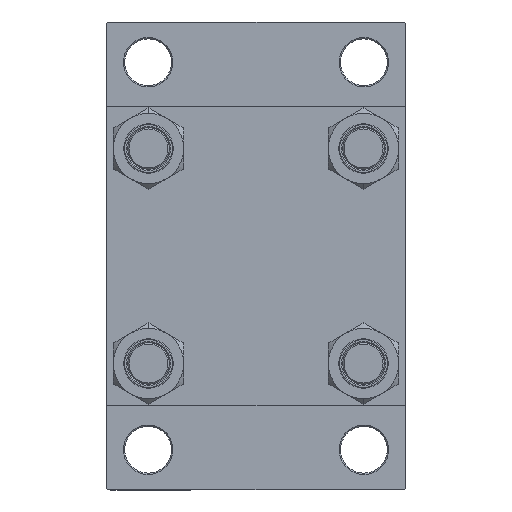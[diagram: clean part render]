
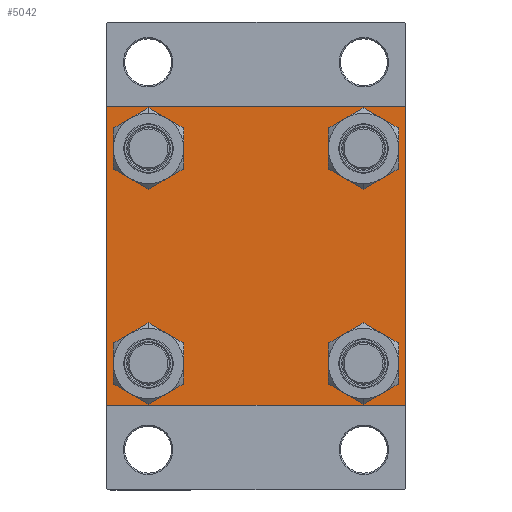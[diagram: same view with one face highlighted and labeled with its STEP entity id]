
A CAD part, left-side view. The second image highlights one B-rep face of the part: STEP entity #5042.
In plain terms, the highlighted planar face has unit normal (-1, 0, 0).
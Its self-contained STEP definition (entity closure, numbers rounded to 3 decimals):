
#135 = CARTESIAN_POINT ( 'NONE',  ( 0., -57.25, 57.25 ) ) ;
#424 = DIRECTION ( 'NONE',  ( 1., 0., 0. ) ) ;
#490 = EDGE_LOOP ( 'NONE', ( #37405, #5395 ) ) ;
#610 = ORIENTED_EDGE ( 'NONE', *, *, #37054, .F. ) ;
#1235 = CARTESIAN_POINT ( 'NONE',  ( 0., -57.5, -57. ) ) ;
#1285 = ORIENTED_EDGE ( 'NONE', *, *, #6608, .F. ) ;
#1286 = AXIS2_PLACEMENT_3D ( 'NONE', #28181, #33660, #44606 ) ;
#1903 = DIRECTION ( 'NONE',  ( 1., 0., 0. ) ) ;
#2118 = DIRECTION ( 'NONE',  ( 0., 0., 1. ) ) ;
#2135 = DIRECTION ( 'NONE',  ( 0., 0., 1. ) ) ;
#2816 = CARTESIAN_POINT ( 'NONE',  ( 0., 57.25, -57.25 ) ) ;
#3278 = CARTESIAN_POINT ( 'NONE',  ( 0., 57.5, -57. ) ) ;
#3688 = CARTESIAN_POINT ( 'NONE',  ( 0., -41.35, 32.85 ) ) ;
#4281 = ORIENTED_EDGE ( 'NONE', *, *, #8465, .T. ) ;
#4742 = FACE_BOUND ( 'NONE', #7328, .T. ) ;
#4996 = CIRCLE ( 'NONE', #34566, 8.5 ) ;
#5042 = ADVANCED_FACE ( 'NONE', ( #23517, #15975, #4742, #38370, #19621 ), #15493, .T. ) ;
#5290 = EDGE_CURVE ( 'NONE', #14851, #5299, #8541, .T. ) ;
#5299 = VERTEX_POINT ( 'NONE', #1235 ) ;
#5395 = ORIENTED_EDGE ( 'NONE', *, *, #37273, .T. ) ;
#5553 = DIRECTION ( 'NONE',  ( 0., 0., 1. ) ) ;
#5907 = VECTOR ( 'NONE', #24104, 1000. ) ;
#6007 = DIRECTION ( 'NONE',  ( 1., 0., 0. ) ) ;
#6031 = DIRECTION ( 'NONE',  ( 1., 0., 0. ) ) ;
#6602 = VERTEX_POINT ( 'NONE', #46759 ) ;
#6608 = EDGE_CURVE ( 'NONE', #44397, #5299, #13663, .T. ) ;
#7328 = EDGE_LOOP ( 'NONE', ( #33450, #17578 ) ) ;
#8465 = EDGE_CURVE ( 'NONE', #44415, #14851, #14925, .T. ) ;
#8541 = LINE ( 'NONE', #23405, #30447 ) ;
#8750 = LINE ( 'NONE', #46230, #5907 ) ;
#9558 = VECTOR ( 'NONE', #44848, 1000. ) ;
#9580 = CIRCLE ( 'NONE', #43021, 8.5 ) ;
#9946 = DIRECTION ( 'NONE',  ( 0., 0., 1. ) ) ;
#10039 = ORIENTED_EDGE ( 'NONE', *, *, #22050, .T. ) ;
#10232 = DIRECTION ( 'NONE',  ( 0., 0., 1. ) ) ;
#10651 = VERTEX_POINT ( 'NONE', #40468 ) ;
#10671 = VECTOR ( 'NONE', #25979, 1000. ) ;
#11152 = CARTESIAN_POINT ( 'NONE',  ( 0., -41.35, -41.35 ) ) ;
#11179 = CIRCLE ( 'NONE', #20497, 8.5 ) ;
#11709 = VERTEX_POINT ( 'NONE', #43339 ) ;
#11719 = EDGE_CURVE ( 'NONE', #30691, #24197, #25253, .T. ) ;
#12173 = EDGE_LOOP ( 'NONE', ( #14491, #33028, #4281, #42369, #1285, #27579, #610, #10039 ) ) ;
#13417 = CARTESIAN_POINT ( 'NONE',  ( 0., -57.5, 57.5 ) ) ;
#13663 = LINE ( 'NONE', #13417, #36713 ) ;
#13869 = DIRECTION ( 'NONE',  ( 0., 0., 1. ) ) ;
#14044 = EDGE_CURVE ( 'NONE', #44397, #6602, #14522, .T. ) ;
#14062 = CARTESIAN_POINT ( 'NONE',  ( 0., -41.35, 41.35 ) ) ;
#14491 = ORIENTED_EDGE ( 'NONE', *, *, #36892, .T. ) ;
#14522 = LINE ( 'NONE', #135, #40722 ) ;
#14851 = VERTEX_POINT ( 'NONE', #34760 ) ;
#14925 = LINE ( 'NONE', #37568, #9558 ) ;
#15493 = PLANE ( 'NONE',  #45156 ) ;
#15907 = AXIS2_PLACEMENT_3D ( 'NONE', #47465, #42860, #10232 ) ;
#15975 = FACE_BOUND ( 'NONE', #38526, .T. ) ;
#16276 = DIRECTION ( 'NONE',  ( 1., 0., 0. ) ) ;
#17578 = ORIENTED_EDGE ( 'NONE', *, *, #29520, .T. ) ;
#18466 = DIRECTION ( 'NONE',  ( 0., -1., 0. ) ) ;
#18552 = CARTESIAN_POINT ( 'NONE',  ( 0., -57.5, 57. ) ) ;
#18879 = CARTESIAN_POINT ( 'NONE',  ( 0., 41.35, 32.85 ) ) ;
#19144 = CARTESIAN_POINT ( 'NONE',  ( 0., 0., 0. ) ) ;
#19177 = LINE ( 'NONE', #44490, #33148 ) ;
#19621 = FACE_OUTER_BOUND ( 'NONE', #12173, .T. ) ;
#20497 = AXIS2_PLACEMENT_3D ( 'NONE', #45446, #424, #30856 ) ;
#20646 = VERTEX_POINT ( 'NONE', #40556 ) ;
#21149 = CARTESIAN_POINT ( 'NONE',  ( 0., 41.35, -41.35 ) ) ;
#21724 = VERTEX_POINT ( 'NONE', #21915 ) ;
#21915 = CARTESIAN_POINT ( 'NONE',  ( 0., 41.35, 49.85 ) ) ;
#22050 = EDGE_CURVE ( 'NONE', #11709, #10651, #45168, .T. ) ;
#22314 = CARTESIAN_POINT ( 'NONE',  ( 0., 57.25, 57.25 ) ) ;
#23174 = CARTESIAN_POINT ( 'NONE',  ( 0., 57., -57.5 ) ) ;
#23405 = CARTESIAN_POINT ( 'NONE',  ( 0., -57.25, -57.25 ) ) ;
#23517 = FACE_BOUND ( 'NONE', #490, .T. ) ;
#23851 = VERTEX_POINT ( 'NONE', #31523 ) ;
#23905 = CIRCLE ( 'NONE', #25444, 8.5 ) ;
#24104 = DIRECTION ( 'NONE',  ( 0., 0., -1. ) ) ;
#24197 = VERTEX_POINT ( 'NONE', #40692 ) ;
#25253 = CIRCLE ( 'NONE', #15907, 8.5 ) ;
#25383 = EDGE_CURVE ( 'NONE', #30536, #35727, #30995, .T. ) ;
#25444 = AXIS2_PLACEMENT_3D ( 'NONE', #11152, #44036, #13869 ) ;
#25920 = AXIS2_PLACEMENT_3D ( 'NONE', #21149, #1903, #9946 ) ;
#25979 = DIRECTION ( 'NONE',  ( 0., 0.707, -0.707 ) ) ;
#26978 = VERTEX_POINT ( 'NONE', #18879 ) ;
#27579 = ORIENTED_EDGE ( 'NONE', *, *, #14044, .T. ) ;
#28181 = CARTESIAN_POINT ( 'NONE',  ( 0., -41.35, 41.35 ) ) ;
#29142 = LINE ( 'NONE', #2816, #44218 ) ;
#29488 = EDGE_CURVE ( 'NONE', #20646, #23851, #36811, .T. ) ;
#29520 = EDGE_CURVE ( 'NONE', #23851, #20646, #9580, .T. ) ;
#29837 = DIRECTION ( 'NONE',  ( 0., 0.707, 0.707 ) ) ;
#30335 = EDGE_LOOP ( 'NONE', ( #34823, #37524 ) ) ;
#30447 = VECTOR ( 'NONE', #38254, 1000. ) ;
#30536 = VERTEX_POINT ( 'NONE', #38390 ) ;
#30691 = VERTEX_POINT ( 'NONE', #44194 ) ;
#30823 = DIRECTION ( 'NONE',  ( -1., 0., 0. ) ) ;
#30856 = DIRECTION ( 'NONE',  ( 0., 0., 1. ) ) ;
#30995 = CIRCLE ( 'NONE', #34084, 8.5 ) ;
#31192 = EDGE_CURVE ( 'NONE', #21724, #26978, #11179, .T. ) ;
#31376 = CARTESIAN_POINT ( 'NONE',  ( 0., 41.35, -41.35 ) ) ;
#31523 = CARTESIAN_POINT ( 'NONE',  ( 0., 41.35, -49.85 ) ) ;
#32748 = EDGE_CURVE ( 'NONE', #26978, #21724, #4996, .T. ) ;
#33028 = ORIENTED_EDGE ( 'NONE', *, *, #46226, .T. ) ;
#33099 = ORIENTED_EDGE ( 'NONE', *, *, #11719, .T. ) ;
#33148 = VECTOR ( 'NONE', #18466, 1000. ) ;
#33450 = ORIENTED_EDGE ( 'NONE', *, *, #29488, .T. ) ;
#33660 = DIRECTION ( 'NONE',  ( 1., 0., 0. ) ) ;
#34084 = AXIS2_PLACEMENT_3D ( 'NONE', #14062, #6007, #2118 ) ;
#34468 = DIRECTION ( 'NONE',  ( 0., 0., 1. ) ) ;
#34566 = AXIS2_PLACEMENT_3D ( 'NONE', #34784, #16276, #2135 ) ;
#34760 = CARTESIAN_POINT ( 'NONE',  ( 0., -57., -57.5 ) ) ;
#34784 = CARTESIAN_POINT ( 'NONE',  ( 0., 41.35, 41.35 ) ) ;
#34823 = ORIENTED_EDGE ( 'NONE', *, *, #31192, .T. ) ;
#35727 = VERTEX_POINT ( 'NONE', #3688 ) ;
#36713 = VECTOR ( 'NONE', #46278, 1000. ) ;
#36811 = CIRCLE ( 'NONE', #25920, 8.5 ) ;
#36892 = EDGE_CURVE ( 'NONE', #10651, #38071, #8750, .T. ) ;
#37054 = EDGE_CURVE ( 'NONE', #11709, #6602, #19177, .T. ) ;
#37273 = EDGE_CURVE ( 'NONE', #35727, #30536, #42495, .T. ) ;
#37405 = ORIENTED_EDGE ( 'NONE', *, *, #25383, .T. ) ;
#37524 = ORIENTED_EDGE ( 'NONE', *, *, #32748, .T. ) ;
#37568 = CARTESIAN_POINT ( 'NONE',  ( 0., 57.5, -57.5 ) ) ;
#38071 = VERTEX_POINT ( 'NONE', #3278 ) ;
#38254 = DIRECTION ( 'NONE',  ( 0., -0.707, 0.707 ) ) ;
#38370 = FACE_BOUND ( 'NONE', #30335, .T. ) ;
#38390 = CARTESIAN_POINT ( 'NONE',  ( 0., -41.35, 49.85 ) ) ;
#38526 = EDGE_LOOP ( 'NONE', ( #33099, #40551 ) ) ;
#40468 = CARTESIAN_POINT ( 'NONE',  ( 0., 57.5, 57. ) ) ;
#40551 = ORIENTED_EDGE ( 'NONE', *, *, #41902, .T. ) ;
#40556 = CARTESIAN_POINT ( 'NONE',  ( 0., 41.35, -32.85 ) ) ;
#40692 = CARTESIAN_POINT ( 'NONE',  ( 0., -41.35, -49.85 ) ) ;
#40722 = VECTOR ( 'NONE', #29837, 1000. ) ;
#41902 = EDGE_CURVE ( 'NONE', #24197, #30691, #23905, .T. ) ;
#42369 = ORIENTED_EDGE ( 'NONE', *, *, #5290, .T. ) ;
#42495 = CIRCLE ( 'NONE', #1286, 8.5 ) ;
#42860 = DIRECTION ( 'NONE',  ( 1., 0., 0. ) ) ;
#43011 = DIRECTION ( 'NONE',  ( 0., -0.707, -0.707 ) ) ;
#43021 = AXIS2_PLACEMENT_3D ( 'NONE', #31376, #6031, #5553 ) ;
#43339 = CARTESIAN_POINT ( 'NONE',  ( 0., 57., 57.5 ) ) ;
#44036 = DIRECTION ( 'NONE',  ( 1., 0., 0. ) ) ;
#44194 = CARTESIAN_POINT ( 'NONE',  ( 0., -41.35, -32.85 ) ) ;
#44218 = VECTOR ( 'NONE', #43011, 1000. ) ;
#44397 = VERTEX_POINT ( 'NONE', #18552 ) ;
#44415 = VERTEX_POINT ( 'NONE', #23174 ) ;
#44490 = CARTESIAN_POINT ( 'NONE',  ( 0., 57.5, 57.5 ) ) ;
#44606 = DIRECTION ( 'NONE',  ( 0., 0., 1. ) ) ;
#44848 = DIRECTION ( 'NONE',  ( 0., -1., 0. ) ) ;
#45156 = AXIS2_PLACEMENT_3D ( 'NONE', #19144, #30823, #34468 ) ;
#45168 = LINE ( 'NONE', #22314, #10671 ) ;
#45446 = CARTESIAN_POINT ( 'NONE',  ( 0., 41.35, 41.35 ) ) ;
#46226 = EDGE_CURVE ( 'NONE', #38071, #44415, #29142, .T. ) ;
#46230 = CARTESIAN_POINT ( 'NONE',  ( 0., 57.5, 57.5 ) ) ;
#46278 = DIRECTION ( 'NONE',  ( 0., 0., -1. ) ) ;
#46759 = CARTESIAN_POINT ( 'NONE',  ( 0., -57., 57.5 ) ) ;
#47465 = CARTESIAN_POINT ( 'NONE',  ( 0., -41.35, -41.35 ) ) ;
